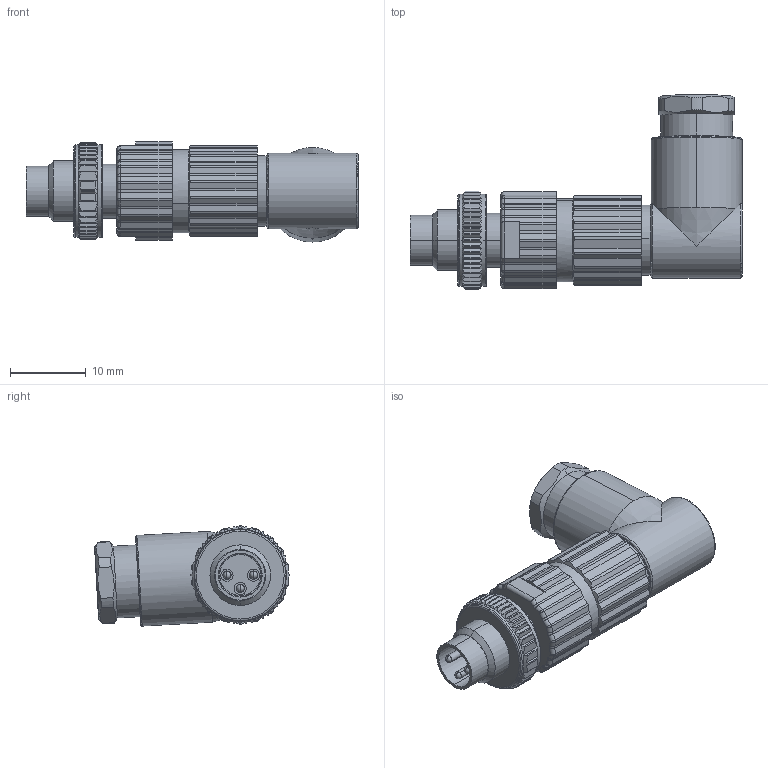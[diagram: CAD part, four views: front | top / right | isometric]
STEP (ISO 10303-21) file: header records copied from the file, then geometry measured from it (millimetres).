
FILE_DESCRIPTION((''),'2;1');
FILE_NAME('DM_CAD-1993_V3S','2014-08-20T',('Creinig-se'),(''),'PRO/ENGINEER BY PARAMETRIC TECHNOLOGY CORPORATION, 2013050','PRO/ENGINEER BY PARAMETRIC TECHNOLOGY CORPORATION, 2013050','');
FILE_SCHEMA(('CONFIG_CONTROL_DESIGN'));
Length unit declared in the file: millimetre
Products named in the file (1): DM_CAD-1993_V3S
Bounding box: 43.85 x 25.73 x 13.23 mm (x, y, z)
Volume: 5152.9 mm3; surface area: 3149.2 mm2
Topology: 1 solids, 5 shells, 581 faces, 1475 edges, 926 vertices
Faces by surface type: plane 216, cylinder 191, cone 106, torus 62, sphere 6
Entity records: 27158 total; most frequent: CARTESIAN_POINT 5114, ORIENTED_EDGE 2930, DIRECTION 2672, PRESENTATION_STYLE_ASSIGNMENT 1874, STYLED_ITEM 1471, CURVE_STYLE 1470, EDGE_CURVE 1465, AXIS2_PLACEMENT_3D 1066
